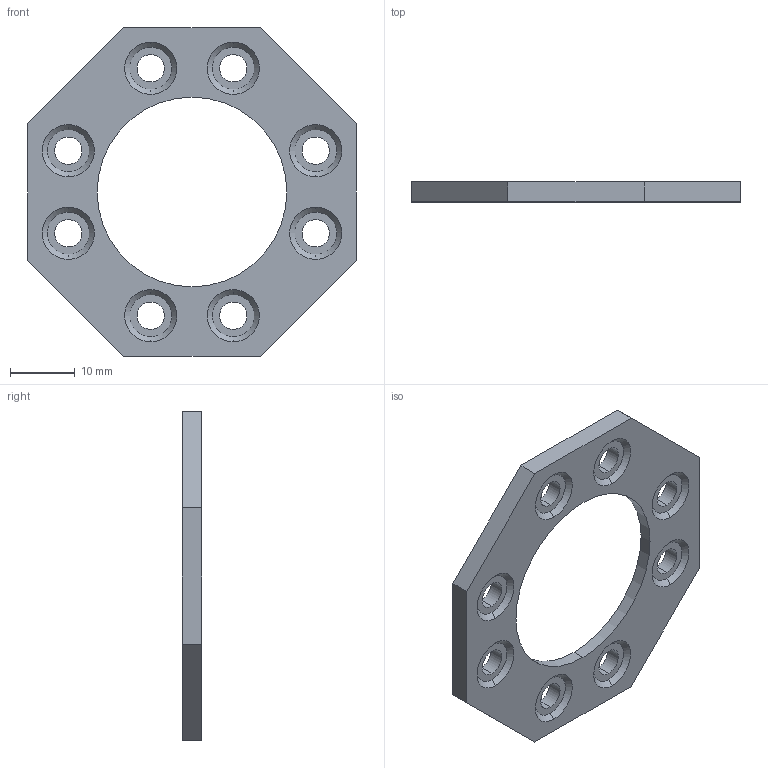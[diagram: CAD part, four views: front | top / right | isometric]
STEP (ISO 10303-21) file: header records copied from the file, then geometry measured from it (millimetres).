
FILE_DESCRIPTION (( 'STEP AP214' ), '1' );
FILE_NAME ('228-2500-193.STEP', '2014-03-06T18:53:16', ( '' ), ( '' ), 'SwSTEP 2.0', 'SolidWorks 2013', '' );
FILE_SCHEMA (( 'AUTOMOTIVE_DESIGN' ));
Length unit declared in the file: millimetre
Products named in the file (1): 228-2500-193
Bounding box: 50.6 x 3.05 x 50.6 mm (x, y, z)
Volume: 3699.5 mm3; surface area: 3783.8 mm2
Topology: 1 solids, 1 shells, 55 faces, 132 edges, 88 vertices
Faces by surface type: cylinder 20, plane 19, cone 16
Entity records: 1708 total; most frequent: DIRECTION 316, CARTESIAN_POINT 276, ORIENTED_EDGE 264, EDGE_CURVE 132, AXIS2_PLACEMENT_3D 128, VERTEX_POINT 88, EDGE_LOOP 82, CIRCLE 72
